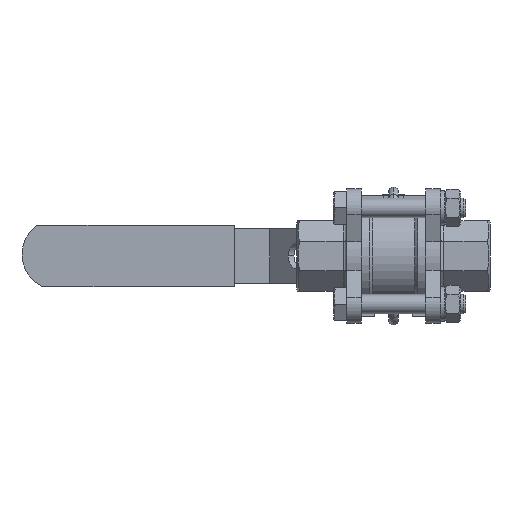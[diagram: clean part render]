
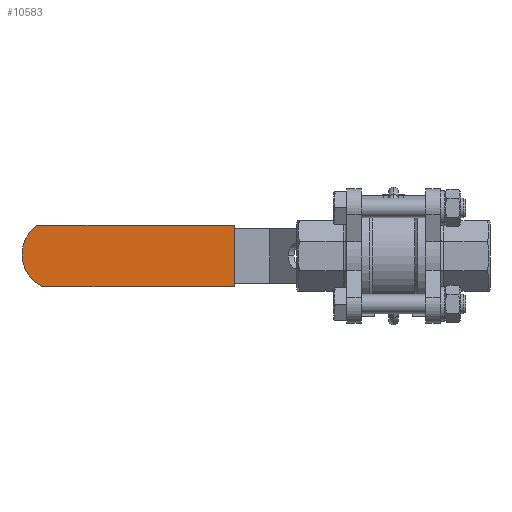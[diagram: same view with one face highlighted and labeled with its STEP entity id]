
A CAD part, front view. The second image highlights one B-rep face of the part: STEP entity #10583.
In plain terms, the highlighted face is planar.
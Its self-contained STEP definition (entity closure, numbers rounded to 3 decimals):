
#1686=LINE('',#22370,#2383);
#1689=LINE('',#22375,#2386);
#1690=LINE('',#22377,#2387);
#2383=VECTOR('',#14229,1000.);
#2386=VECTOR('',#14236,1000.);
#2387=VECTOR('',#14239,1000.);
#5470=ORIENTED_EDGE('',*,*,#7021,.F.);
#5471=ORIENTED_EDGE('',*,*,#7011,.F.);
#5472=ORIENTED_EDGE('',*,*,#7022,.T.);
#5473=ORIENTED_EDGE('',*,*,#7018,.T.);
#7011=EDGE_CURVE('',#8013,#8014,#8363,.T.);
#7018=EDGE_CURVE('',#8018,#8020,#1686,.T.);
#7021=EDGE_CURVE('',#8014,#8020,#1689,.T.);
#7022=EDGE_CURVE('',#8013,#8018,#1690,.T.);
#8013=VERTEX_POINT('',#22355);
#8014=VERTEX_POINT('',#22356);
#8018=VERTEX_POINT('',#22365);
#8020=VERTEX_POINT('',#22369);
#8363=CIRCLE('',#11654,11.);
#9040=EDGE_LOOP('',(#5470,#5471,#5472,#5473));
#9717=FACE_BOUND('',#9040,.T.);
#9980=PLANE('',#11659);
#10583=ADVANCED_FACE('',(#9717),#9980,.F.);
#11654=AXIS2_PLACEMENT_3D('',#22354,#14218,#14219);
#11659=AXIS2_PLACEMENT_3D('',#22376,#14237,#14238);
#14218=DIRECTION('',(0.,-1.,0.));
#14219=DIRECTION('',(0.,0.,-1.));
#14229=DIRECTION('',(0.,0.,1.));
#14236=DIRECTION('',(-1.,0.,0.));
#14237=DIRECTION('',(0.,-1.,0.));
#14238=DIRECTION('',(0.,0.,-1.));
#14239=DIRECTION('',(-1.,0.,0.));
#22354=CARTESIAN_POINT('',(55.,2.25,0.533));
#22355=CARTESIAN_POINT('',(59.509,2.25,-9.5));
#22356=CARTESIAN_POINT('',(61.372,2.25,9.5));
#22365=CARTESIAN_POINT('',(0.,2.25,-9.5));
#22369=CARTESIAN_POINT('',(0.,2.25,9.5));
#22370=CARTESIAN_POINT('',(0.,2.25,8.5));
#22375=CARTESIAN_POINT('',(65.,2.25,9.5));
#22376=CARTESIAN_POINT('',(65.,2.25,8.5));
#22377=CARTESIAN_POINT('',(65.,2.25,-9.5));
